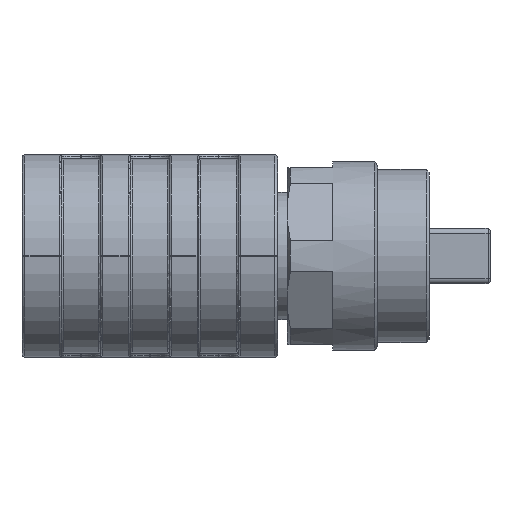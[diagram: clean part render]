
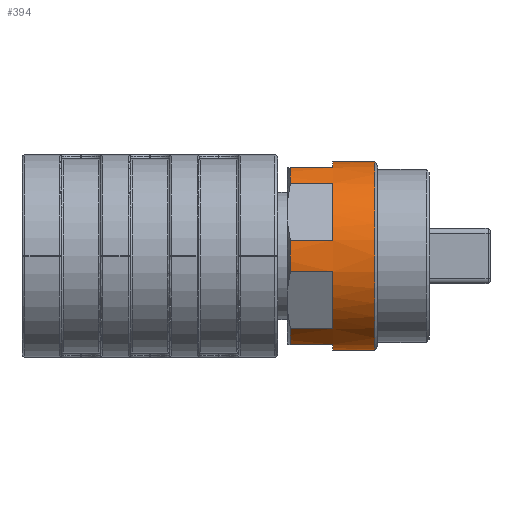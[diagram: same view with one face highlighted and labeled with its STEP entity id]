
A CAD part, front view. The second image highlights one B-rep face of the part: STEP entity #394.
In plain terms, the highlighted cylindrical face has radius 4.8 mm (diameter 9.6 mm), a full revolution.
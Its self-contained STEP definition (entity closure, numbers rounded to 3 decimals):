
#125=FACE_BOUND('',#981,.T.);
#126=FACE_BOUND('',#982,.T.);
#181=CYLINDRICAL_SURFACE('',#4128,4.8);
#394=ADVANCED_FACE('',(#125,#126),#181,.T.);
#981=EDGE_LOOP('',(#1756));
#982=EDGE_LOOP('',(#1757,#1758,#1759,#1760,#1761,#1762,#1763,#1764,#1765,
#1766,#1767,#1768,#1769,#1770,#1771,#1772,#1773,#1774,#1775,#1776,#1777,
#1778,#1779,#1780));
#1237=CIRCLE('',#4108,4.8);
#1238=CIRCLE('',#4110,4.8);
#1239=CIRCLE('',#4112,4.8);
#1240=CIRCLE('',#4114,4.8);
#1241=CIRCLE('',#4116,4.8);
#1242=CIRCLE('',#4118,4.8);
#1243=CIRCLE('',#4120,4.8);
#1244=CIRCLE('',#4122,4.8);
#1245=CIRCLE('',#4123,4.8);
#1246=CIRCLE('',#4124,4.8);
#1247=CIRCLE('',#4125,4.8);
#1248=CIRCLE('',#4126,4.8);
#1249=CIRCLE('',#4127,4.8);
#1756=ORIENTED_EDGE('',*,*,#3074,.T.);
#1757=ORIENTED_EDGE('',*,*,#3087,.F.);
#1758=ORIENTED_EDGE('',*,*,#3088,.T.);
#1759=ORIENTED_EDGE('',*,*,#3089,.F.);
#1760=ORIENTED_EDGE('',*,*,#3086,.T.);
#1761=ORIENTED_EDGE('',*,*,#3090,.F.);
#1762=ORIENTED_EDGE('',*,*,#3091,.T.);
#1763=ORIENTED_EDGE('',*,*,#3092,.F.);
#1764=ORIENTED_EDGE('',*,*,#3076,.T.);
#1765=ORIENTED_EDGE('',*,*,#3093,.F.);
#1766=ORIENTED_EDGE('',*,*,#3094,.T.);
#1767=ORIENTED_EDGE('',*,*,#3095,.F.);
#1768=ORIENTED_EDGE('',*,*,#3078,.T.);
#1769=ORIENTED_EDGE('',*,*,#3096,.F.);
#1770=ORIENTED_EDGE('',*,*,#3097,.T.);
#1771=ORIENTED_EDGE('',*,*,#3098,.F.);
#1772=ORIENTED_EDGE('',*,*,#3080,.T.);
#1773=ORIENTED_EDGE('',*,*,#3099,.F.);
#1774=ORIENTED_EDGE('',*,*,#3100,.T.);
#1775=ORIENTED_EDGE('',*,*,#3101,.F.);
#1776=ORIENTED_EDGE('',*,*,#3082,.T.);
#1777=ORIENTED_EDGE('',*,*,#3102,.F.);
#1778=ORIENTED_EDGE('',*,*,#3103,.T.);
#1779=ORIENTED_EDGE('',*,*,#3104,.F.);
#1780=ORIENTED_EDGE('',*,*,#3084,.T.);
#2682=VERTEX_POINT('',#6189);
#2683=VERTEX_POINT('',#6192);
#2684=VERTEX_POINT('',#6193);
#2685=VERTEX_POINT('',#6197);
#2686=VERTEX_POINT('',#6198);
#2687=VERTEX_POINT('',#6202);
#2688=VERTEX_POINT('',#6203);
#2689=VERTEX_POINT('',#6207);
#2690=VERTEX_POINT('',#6208);
#2691=VERTEX_POINT('',#6212);
#2692=VERTEX_POINT('',#6213);
#2693=VERTEX_POINT('',#6217);
#2694=VERTEX_POINT('',#6218);
#2695=VERTEX_POINT('',#6222);
#2696=VERTEX_POINT('',#6224);
#2697=VERTEX_POINT('',#6227);
#2698=VERTEX_POINT('',#6229);
#2699=VERTEX_POINT('',#6232);
#2700=VERTEX_POINT('',#6234);
#2701=VERTEX_POINT('',#6237);
#2702=VERTEX_POINT('',#6239);
#2703=VERTEX_POINT('',#6242);
#2704=VERTEX_POINT('',#6244);
#2705=VERTEX_POINT('',#6247);
#2706=VERTEX_POINT('',#6249);
#3074=EDGE_CURVE('',#2682,#2682,#1237,.T.);
#3076=EDGE_CURVE('',#2683,#2684,#1238,.T.);
#3078=EDGE_CURVE('',#2685,#2686,#1239,.T.);
#3080=EDGE_CURVE('',#2687,#2688,#1240,.T.);
#3082=EDGE_CURVE('',#2689,#2690,#1241,.T.);
#3084=EDGE_CURVE('',#2691,#2692,#1242,.T.);
#3086=EDGE_CURVE('',#2693,#2694,#1243,.T.);
#3087=EDGE_CURVE('',#2695,#2692,#3580,.T.);
#3088=EDGE_CURVE('',#2695,#2696,#1244,.T.);
#3089=EDGE_CURVE('',#2693,#2696,#3581,.T.);
#3090=EDGE_CURVE('',#2697,#2694,#3582,.T.);
#3091=EDGE_CURVE('',#2697,#2698,#1245,.T.);
#3092=EDGE_CURVE('',#2683,#2698,#3583,.T.);
#3093=EDGE_CURVE('',#2699,#2684,#3584,.T.);
#3094=EDGE_CURVE('',#2699,#2700,#1246,.T.);
#3095=EDGE_CURVE('',#2685,#2700,#3585,.T.);
#3096=EDGE_CURVE('',#2701,#2686,#3586,.T.);
#3097=EDGE_CURVE('',#2701,#2702,#1247,.T.);
#3098=EDGE_CURVE('',#2687,#2702,#3587,.T.);
#3099=EDGE_CURVE('',#2703,#2688,#3588,.T.);
#3100=EDGE_CURVE('',#2703,#2704,#1248,.T.);
#3101=EDGE_CURVE('',#2689,#2704,#3589,.T.);
#3102=EDGE_CURVE('',#2705,#2690,#3590,.T.);
#3103=EDGE_CURVE('',#2705,#2706,#1249,.T.);
#3104=EDGE_CURVE('',#2691,#2706,#3591,.T.);
#3580=LINE('',#6221,#3817);
#3581=LINE('',#6225,#3818);
#3582=LINE('',#6226,#3819);
#3583=LINE('',#6230,#3820);
#3584=LINE('',#6231,#3821);
#3585=LINE('',#6235,#3822);
#3586=LINE('',#6236,#3823);
#3587=LINE('',#6240,#3824);
#3588=LINE('',#6241,#3825);
#3589=LINE('',#6245,#3826);
#3590=LINE('',#6246,#3827);
#3591=LINE('',#6250,#3828);
#3817=VECTOR('',#4897,1.);
#3818=VECTOR('',#4900,1.);
#3819=VECTOR('',#4901,1.);
#3820=VECTOR('',#4904,1.);
#3821=VECTOR('',#4905,1.);
#3822=VECTOR('',#4908,1.);
#3823=VECTOR('',#4909,1.);
#3824=VECTOR('',#4912,1.);
#3825=VECTOR('',#4913,1.);
#3826=VECTOR('',#4916,1.);
#3827=VECTOR('',#4917,1.);
#3828=VECTOR('',#4920,1.);
#4108=AXIS2_PLACEMENT_3D('',#6188,#4863,#4864);
#4110=AXIS2_PLACEMENT_3D('',#6194,#4868,#4869);
#4112=AXIS2_PLACEMENT_3D('',#6199,#4873,#4874);
#4114=AXIS2_PLACEMENT_3D('',#6204,#4878,#4879);
#4116=AXIS2_PLACEMENT_3D('',#6209,#4883,#4884);
#4118=AXIS2_PLACEMENT_3D('',#6214,#4888,#4889);
#4120=AXIS2_PLACEMENT_3D('',#6219,#4893,#4894);
#4122=AXIS2_PLACEMENT_3D('',#6223,#4898,#4899);
#4123=AXIS2_PLACEMENT_3D('',#6228,#4902,#4903);
#4124=AXIS2_PLACEMENT_3D('',#6233,#4906,#4907);
#4125=AXIS2_PLACEMENT_3D('',#6238,#4910,#4911);
#4126=AXIS2_PLACEMENT_3D('',#6243,#4914,#4915);
#4127=AXIS2_PLACEMENT_3D('',#6248,#4918,#4919);
#4128=AXIS2_PLACEMENT_3D('',#6251,#4921,#4922);
#4863=DIRECTION('',(-1.,0.,0.));
#4864=DIRECTION('',(0.,-1.,0.));
#4868=DIRECTION('',(1.,0.,0.));
#4869=DIRECTION('',(0.,-1.,0.));
#4873=DIRECTION('',(1.,0.,0.));
#4874=DIRECTION('',(0.,-1.,0.));
#4878=DIRECTION('',(1.,0.,0.));
#4879=DIRECTION('',(0.,-1.,0.));
#4883=DIRECTION('',(1.,0.,0.));
#4884=DIRECTION('',(0.,-1.,0.));
#4888=DIRECTION('',(1.,0.,0.));
#4889=DIRECTION('',(0.,-1.,0.));
#4893=DIRECTION('',(1.,0.,0.));
#4894=DIRECTION('',(0.,-1.,0.));
#4897=DIRECTION('',(1.,0.,0.));
#4898=DIRECTION('',(1.,0.,0.));
#4899=DIRECTION('',(0.,-1.,0.));
#4900=DIRECTION('',(-1.,0.,0.));
#4901=DIRECTION('',(1.,0.,0.));
#4902=DIRECTION('',(1.,0.,0.));
#4903=DIRECTION('',(0.,-1.,0.));
#4904=DIRECTION('',(-1.,0.,0.));
#4905=DIRECTION('',(1.,0.,0.));
#4906=DIRECTION('',(1.,0.,0.));
#4907=DIRECTION('',(0.,-1.,0.));
#4908=DIRECTION('',(-1.,0.,0.));
#4909=DIRECTION('',(1.,0.,0.));
#4910=DIRECTION('',(1.,0.,0.));
#4911=DIRECTION('',(0.,-1.,0.));
#4912=DIRECTION('',(-1.,0.,0.));
#4913=DIRECTION('',(1.,0.,0.));
#4914=DIRECTION('',(1.,0.,0.));
#4915=DIRECTION('',(0.,-1.,0.));
#4916=DIRECTION('',(-1.,0.,0.));
#4917=DIRECTION('',(1.,0.,0.));
#4918=DIRECTION('',(1.,0.,0.));
#4919=DIRECTION('',(0.,-1.,0.));
#4920=DIRECTION('',(-1.,0.,0.));
#4921=DIRECTION('',(1.,0.,0.));
#4922=DIRECTION('',(0.,1.,0.));
#6188=CARTESIAN_POINT('',(118.475,-9.65,-0.001));
#6189=CARTESIAN_POINT('',(118.475,-14.45,-0.001));
#6192=CARTESIAN_POINT('',(116.325,-6.588,-3.698));
#6193=CARTESIAN_POINT('',(116.325,-4.918,-0.804));
#6194=CARTESIAN_POINT('',(116.325,-9.65,-0.001));
#6197=CARTESIAN_POINT('',(116.325,-4.918,0.802));
#6198=CARTESIAN_POINT('',(116.325,-6.588,3.696));
#6199=CARTESIAN_POINT('',(116.325,-9.65,-0.001));
#6202=CARTESIAN_POINT('',(116.325,-7.98,4.499));
#6203=CARTESIAN_POINT('',(116.325,-11.32,4.499));
#6204=CARTESIAN_POINT('',(116.325,-9.65,-0.001));
#6207=CARTESIAN_POINT('',(116.325,-12.712,3.696));
#6208=CARTESIAN_POINT('',(116.325,-14.382,0.802));
#6209=CARTESIAN_POINT('',(116.325,-9.65,-0.001));
#6212=CARTESIAN_POINT('',(116.325,-14.382,-0.804));
#6213=CARTESIAN_POINT('',(116.325,-12.712,-3.698));
#6214=CARTESIAN_POINT('',(116.325,-9.65,-0.001));
#6217=CARTESIAN_POINT('',(116.325,-11.32,-4.501));
#6218=CARTESIAN_POINT('',(116.325,-7.98,-4.501));
#6219=CARTESIAN_POINT('',(116.325,-9.65,-0.001));
#6221=CARTESIAN_POINT('',(146.025,-12.712,-3.698));
#6222=CARTESIAN_POINT('',(114.175,-12.712,-3.698));
#6223=CARTESIAN_POINT('',(114.175,-9.65,-0.001));
#6224=CARTESIAN_POINT('',(114.175,-11.32,-4.501));
#6225=CARTESIAN_POINT('',(146.025,-11.32,-4.501));
#6226=CARTESIAN_POINT('',(146.025,-7.98,-4.501));
#6227=CARTESIAN_POINT('',(114.175,-7.98,-4.501));
#6228=CARTESIAN_POINT('',(114.175,-9.65,-0.001));
#6229=CARTESIAN_POINT('',(114.175,-6.588,-3.698));
#6230=CARTESIAN_POINT('',(146.025,-6.588,-3.698));
#6231=CARTESIAN_POINT('',(146.025,-4.918,-0.804));
#6232=CARTESIAN_POINT('',(114.175,-4.918,-0.804));
#6233=CARTESIAN_POINT('',(114.175,-9.65,-0.001));
#6234=CARTESIAN_POINT('',(114.175,-4.918,0.802));
#6235=CARTESIAN_POINT('',(146.025,-4.918,0.802));
#6236=CARTESIAN_POINT('',(146.025,-6.588,3.696));
#6237=CARTESIAN_POINT('',(114.175,-6.588,3.696));
#6238=CARTESIAN_POINT('',(114.175,-9.65,-0.001));
#6239=CARTESIAN_POINT('',(114.175,-7.98,4.499));
#6240=CARTESIAN_POINT('',(146.025,-7.98,4.499));
#6241=CARTESIAN_POINT('',(146.025,-11.32,4.499));
#6242=CARTESIAN_POINT('',(114.175,-11.32,4.499));
#6243=CARTESIAN_POINT('',(114.175,-9.65,-0.001));
#6244=CARTESIAN_POINT('',(114.175,-12.712,3.696));
#6245=CARTESIAN_POINT('',(146.025,-12.712,3.696));
#6246=CARTESIAN_POINT('',(146.025,-14.382,0.802));
#6247=CARTESIAN_POINT('',(114.175,-14.382,0.802));
#6248=CARTESIAN_POINT('',(114.175,-9.65,-0.001));
#6249=CARTESIAN_POINT('',(114.175,-14.382,-0.804));
#6250=CARTESIAN_POINT('',(146.025,-14.382,-0.804));
#6251=CARTESIAN_POINT('',(146.025,-9.65,-0.001));
